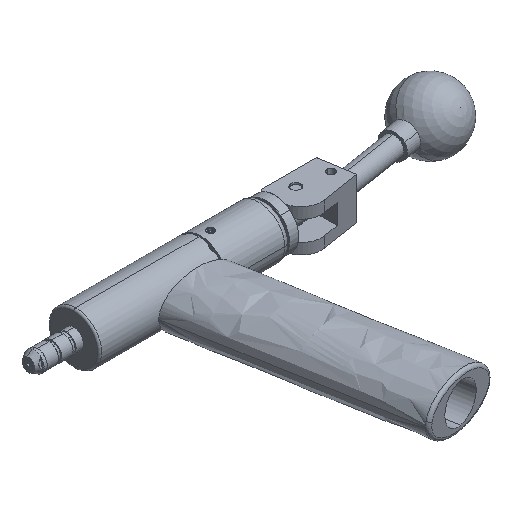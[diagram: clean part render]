
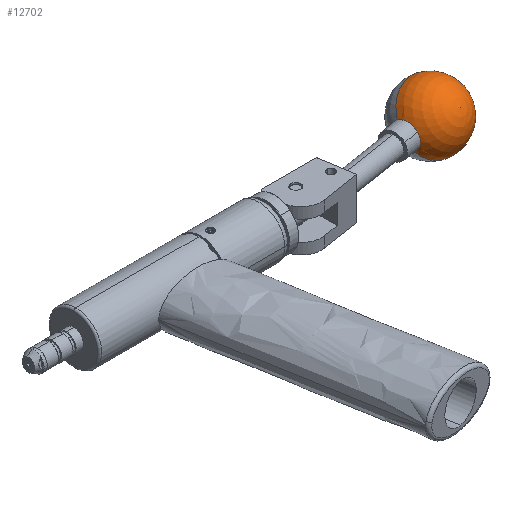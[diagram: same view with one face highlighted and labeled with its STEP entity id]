
A CAD part, isometric view. The second image highlights one B-rep face of the part: STEP entity #12702.
In plain terms, the highlighted spherical face has radius 15.875 mm.
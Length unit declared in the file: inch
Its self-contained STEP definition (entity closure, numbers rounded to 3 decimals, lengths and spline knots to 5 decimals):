
#550 = DIRECTION ( 'NONE',  ( 0., 0.59, 0.808 ) ) ;
#1360 = DIRECTION ( 'NONE',  ( 0.127, -0.801, 0.585 ) ) ;
#1842 = DIRECTION ( 'NONE',  ( 0.127, -0.801, 0.585 ) ) ;
#1915 = CIRCLE ( 'NONE', #7660, 0.625 ) ;
#2080 = CARTESIAN_POINT ( 'NONE',  ( 6.57877, 0.3349, 0.20274 ) ) ;
#2518 = DIRECTION ( 'NONE',  ( 0.092, -0.578, -0.811 ) ) ;
#2697 = AXIS2_PLACEMENT_3D ( 'NONE', #10129, #13732, #1842 ) ;
#3660 = CARTESIAN_POINT ( 'NONE',  ( 6.60165, 0.19044, 0. ) ) ;
#3837 = SPHERICAL_SURFACE ( 'NONE', #9836, 0.625 ) ;
#4123 = CARTESIAN_POINT ( 'NONE',  ( 6.63337, -0.00981, 0.14627 ) ) ;
#4874 = ORIENTED_EDGE ( 'NONE', *, *, #11230, .T. ) ;
#4922 = AXIS2_PLACEMENT_3D ( 'NONE', #8271, #9346, #14117 ) ;
#5209 = CARTESIAN_POINT ( 'NONE',  ( 7.16742, 0.28004, 0. ) ) ;
#5386 = CIRCLE ( 'NONE', #14644, 0.25 ) ;
#7206 = CARTESIAN_POINT ( 'NONE',  ( 7.16742, 0.28004, 0. ) ) ;
#7350 = DIRECTION ( 'NONE',  ( 0.988, 0.156, 0. ) ) ;
#7660 = AXIS2_PLACEMENT_3D ( 'NONE', #5209, #11233, #550 ) ;
#8123 = EDGE_CURVE ( 'NONE', #10542, #8722, #14918, .T. ) ;
#8271 = CARTESIAN_POINT ( 'NONE',  ( 7.16742, 0.28004, 0. ) ) ;
#8722 = VERTEX_POINT ( 'NONE', #2080 ) ;
#9058 = CARTESIAN_POINT ( 'NONE',  ( 7.78472, 0.37782, 0. ) ) ;
#9346 = DIRECTION ( 'NONE',  ( 0.127, -0.801, 0.585 ) ) ;
#9378 = EDGE_CURVE ( 'NONE', #10542, #9596, #1915, .T. ) ;
#9412 = ORIENTED_EDGE ( 'NONE', *, *, #12369, .T. ) ;
#9596 = VERTEX_POINT ( 'NONE', #13316 ) ;
#9762 = VERTEX_POINT ( 'NONE', #4123 ) ;
#9836 = AXIS2_PLACEMENT_3D ( 'NONE', #7206, #1360, #2518 ) ;
#10129 = CARTESIAN_POINT ( 'NONE',  ( 6.60165, 0.19044, 0. ) ) ;
#10498 = ORIENTED_EDGE ( 'NONE', *, *, #8123, .T. ) ;
#10542 = VERTEX_POINT ( 'NONE', #9058 ) ;
#11200 = EDGE_LOOP ( 'NONE', ( #12552, #10498, #4874, #9412 ) ) ;
#11230 = EDGE_CURVE ( 'NONE', #8722, #9762, #5386, .T. ) ;
#11233 = DIRECTION ( 'NONE',  ( -0.127, 0.801, -0.585 ) ) ;
#11947 = CIRCLE ( 'NONE', #2697, 0.25 ) ;
#12369 = EDGE_CURVE ( 'NONE', #9762, #9596, #11947, .T. ) ;
#12552 = ORIENTED_EDGE ( 'NONE', *, *, #9378, .F. ) ;
#12702 = ADVANCED_FACE ( 'NONE', ( #15343 ), #3837, .T. ) ;
#13125 = DIRECTION ( 'NONE',  ( 0.127, -0.801, 0.585 ) ) ;
#13316 = CARTESIAN_POINT ( 'NONE',  ( 6.62453, 0.04597, -0.20274 ) ) ;
#13732 = DIRECTION ( 'NONE',  ( 0.988, 0.156, 0. ) ) ;
#14117 = DIRECTION ( 'NONE',  ( 0., -0.59, -0.808 ) ) ;
#14644 = AXIS2_PLACEMENT_3D ( 'NONE', #3660, #7350, #13125 ) ;
#14918 = CIRCLE ( 'NONE', #4922, 0.625 ) ;
#15343 = FACE_OUTER_BOUND ( 'NONE', #11200, .T. ) ;
